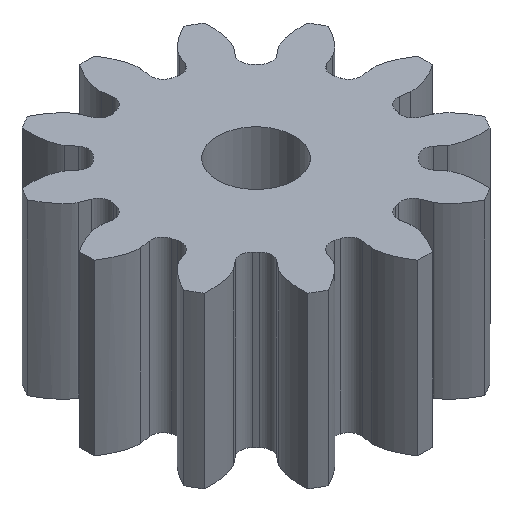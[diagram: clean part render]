
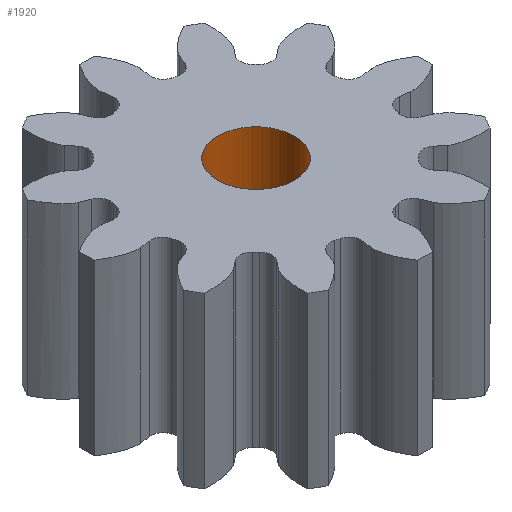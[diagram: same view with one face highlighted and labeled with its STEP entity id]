
A CAD part, isometric view. The second image highlights one B-rep face of the part: STEP entity #1920.
In plain terms, the highlighted cylindrical face has radius 1.585 mm (diameter 3.17 mm), a full revolution.
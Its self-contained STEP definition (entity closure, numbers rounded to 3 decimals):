
#216=FACE_OUTER_BOUND('',#317,.T.);
#317=EDGE_LOOP('',(#1766,#1767,#1768,#1769));
#463=LINE('',#10320,#608);
#608=VECTOR('',#2603,1.585);
#690=CIRCLE('',#2074,1.585);
#706=CIRCLE('',#2107,1.585);
#891=VERTEX_POINT('',#9815);
#900=VERTEX_POINT('',#10317);
#1162=EDGE_CURVE('',#891,#891,#690,.T.);
#1190=EDGE_CURVE('',#900,#900,#706,.T.);
#1191=EDGE_CURVE('',#900,#891,#463,.T.);
#1766=ORIENTED_EDGE('',*,*,#1190,.F.);
#1767=ORIENTED_EDGE('',*,*,#1191,.T.);
#1768=ORIENTED_EDGE('',*,*,#1162,.T.);
#1769=ORIENTED_EDGE('',*,*,#1191,.F.);
#1821=CYLINDRICAL_SURFACE('',#2108,1.585);
#1920=ADVANCED_FACE('',(#216),#1821,.F.);
#2074=AXIS2_PLACEMENT_3D('',#9816,#2523,#2524);
#2107=AXIS2_PLACEMENT_3D('',#10318,#2599,#2600);
#2108=AXIS2_PLACEMENT_3D('',#10319,#2601,#2602);
#2523=DIRECTION('center_axis',(0.,0.,-1.));
#2524=DIRECTION('ref_axis',(1.,0.,0.));
#2599=DIRECTION('center_axis',(0.,0.,-1.));
#2600=DIRECTION('ref_axis',(1.,0.,0.));
#2601=DIRECTION('center_axis',(0.,0.,1.));
#2602=DIRECTION('ref_axis',(1.,0.,0.));
#2603=DIRECTION('',(0.,0.,-1.));
#9815=CARTESIAN_POINT('',(-1.585,0.,0.));
#9816=CARTESIAN_POINT('Origin',(0.,0.,0.));
#10317=CARTESIAN_POINT('',(-1.585,0.,7.));
#10318=CARTESIAN_POINT('Origin',(0.,0.,7.));
#10319=CARTESIAN_POINT('Origin',(0.,0.,0.));
#10320=CARTESIAN_POINT('',(-1.585,0.,0.));
